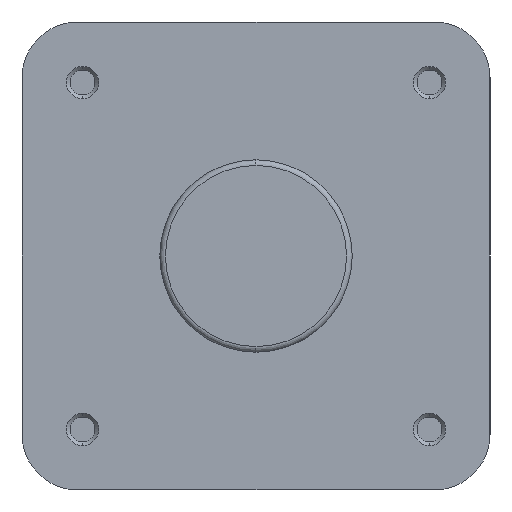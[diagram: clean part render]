
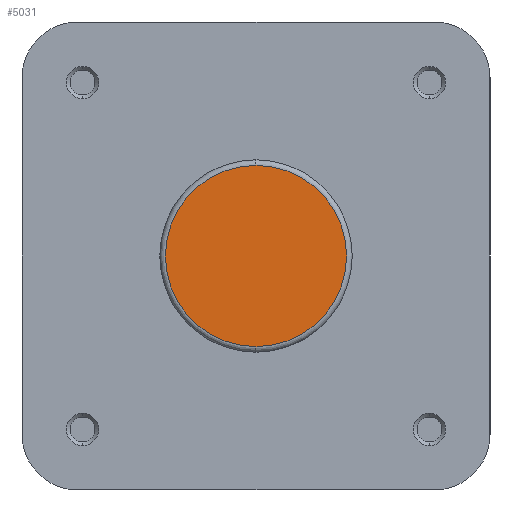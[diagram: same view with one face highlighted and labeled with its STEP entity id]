
A CAD part, left-side view. The second image highlights one B-rep face of the part: STEP entity #5031.
In plain terms, the highlighted planar face has unit normal (-1, 0, 0).
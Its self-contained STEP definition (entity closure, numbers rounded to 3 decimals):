
#371 = CARTESIAN_POINT ( 'NONE',  ( 0., 0., 0. ) ) ;
#372 = DIRECTION ( 'NONE',  ( -1., 0., 0. ) ) ;
#373 = DIRECTION ( 'NONE',  ( 0., 0., -1. ) ) ;
#518 = CARTESIAN_POINT ( 'NONE',  ( 0., 0., 0. ) ) ;
#525 = DIRECTION ( 'NONE',  ( -1., 0., 0. ) ) ;
#526 = DIRECTION ( 'NONE',  ( 0., 0., -1. ) ) ;
#847 = CARTESIAN_POINT ( 'NONE',  ( 0., 0., -24.4 ) ) ;
#883 = CARTESIAN_POINT ( 'NONE',  ( 0., 0., 24.4 ) ) ;
#1173 = CARTESIAN_POINT ( 'NONE',  ( 0., 0., 0. ) ) ;
#1174 = PLANE ( 'NONE',  #1400 ) ;
#1176 = DIRECTION ( 'NONE',  ( 1., 0., 0. ) ) ;
#1177 = DIRECTION ( 'NONE',  ( 0., 0., -1. ) ) ;
#1400 = AXIS2_PLACEMENT_3D ( 'NONE', #1173, #1176, #1177 ) ;
#1741 = AXIS2_PLACEMENT_3D ( 'NONE', #371, #372, #373 ) ;
#1916 = EDGE_CURVE ( 'NONE', #2602, #2566, #2272, .T. ) ;
#1977 = EDGE_CURVE ( 'NONE', #2566, #2602, #2767, .T. ) ;
#2272 = CIRCLE ( 'NONE', #1741, 24.4 ) ;
#2566 = VERTEX_POINT ( 'NONE', #847 ) ;
#2602 = VERTEX_POINT ( 'NONE', #883 ) ;
#2767 = CIRCLE ( 'NONE', #4038, 24.4 ) ;
#3001 = FACE_OUTER_BOUND ( 'NONE', #4187, .T. ) ;
#4038 = AXIS2_PLACEMENT_3D ( 'NONE', #518, #525, #526 ) ;
#4187 = EDGE_LOOP ( 'NONE', ( #4278, #4277 ) ) ;
#4277 = ORIENTED_EDGE ( 'NONE', *, *, #1916, .T. ) ;
#4278 = ORIENTED_EDGE ( 'NONE', *, *, #1977, .T. ) ;
#5031 = ADVANCED_FACE ( 'NONE', ( #3001 ), #1174, .F. ) ;
